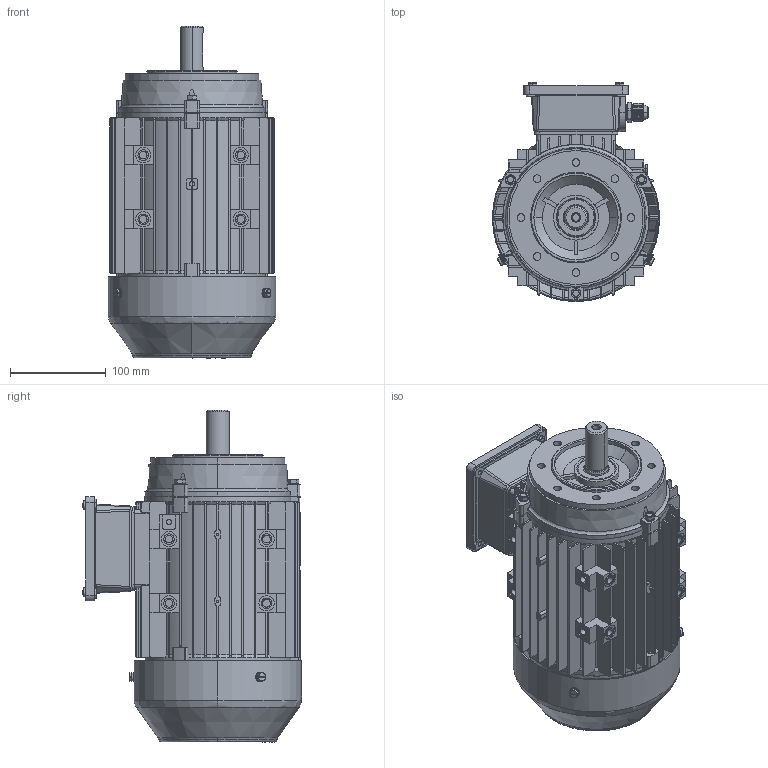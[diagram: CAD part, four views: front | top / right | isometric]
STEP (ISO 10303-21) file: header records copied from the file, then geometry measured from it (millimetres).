
FILE_DESCRIPTION (( 'STEP AP203' ), '1' );
FILE_NAME ('JL3-90L-B14A.step', '2018-12-14T09:00:56', ( '' ), ( '' ), 'SwSTEP 2.0', 'SolidWorks 2018', '' );
FILE_SCHEMA (( 'CONFIG_CONTROL_DESIGN' ));
Products named in the file (1): JL3-90L-B14A
Bounding box: 175 x 228.92 x 347 mm (x, y, z)
Volume: 1226009.5 mm3; surface area: 783813.6 mm2
Topology: 42 solids, 42 shells, 3502 faces, 9371 edges, 5986 vertices
Faces by surface type: plane 1348, cylinder 1334, bspline 581, cone 231, sphere 8
Entity records: 344558 total; most frequent: CARTESIAN_POINT 260130, ORIENTED_EDGE 18694, DIRECTION 16543, EDGE_CURVE 9347, AXIS2_PLACEMENT_3D 6140, VERTEX_POINT 5986, VECTOR 4263, LINE 4263
